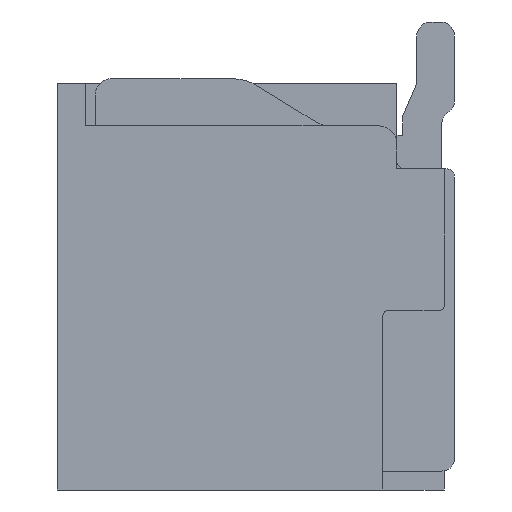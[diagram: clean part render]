
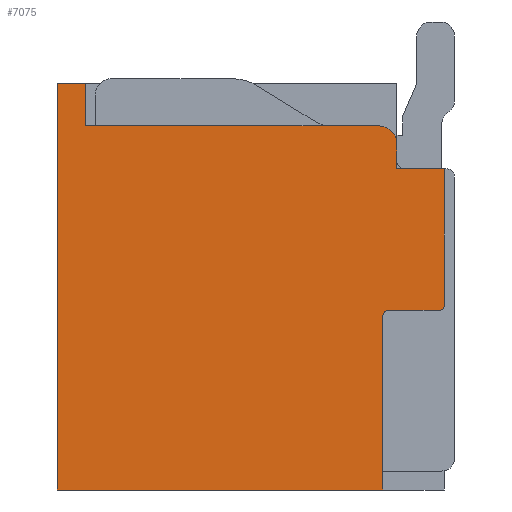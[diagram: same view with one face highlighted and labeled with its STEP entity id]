
A CAD part, left-side view. The second image highlights one B-rep face of the part: STEP entity #7075.
In plain terms, the highlighted planar face has unit normal (-1, 0, 0).
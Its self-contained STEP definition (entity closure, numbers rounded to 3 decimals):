
#6 = CARTESIAN_POINT ( 'NONE',  ( -5.375, 0.688, 1.7 ) ) ;
#264 = CARTESIAN_POINT ( 'NONE',  ( -5.375, 0.65, -2.15 ) ) ;
#398 = LINE ( 'NONE', #462, #6758 ) ;
#462 = CARTESIAN_POINT ( 'NONE',  ( -5.375, 4.09, -2.15 ) ) ;
#614 = LINE ( 'NONE', #6677, #12251 ) ;
#628 = DIRECTION ( 'NONE',  ( 0., -1., 0. ) ) ;
#774 = CARTESIAN_POINT ( 'NONE',  ( -5.375, 0.5, 1.512 ) ) ;
#1047 = CARTESIAN_POINT ( 'NONE',  ( -5.375, 0.65, -2.15 ) ) ;
#1079 = DIRECTION ( 'NONE',  ( 0., -1., 0. ) ) ;
#1268 = VECTOR ( 'NONE', #6181, 1000. ) ;
#1724 = EDGE_CURVE ( 'NONE', #12461, #12104, #12247, .T. ) ;
#2280 = CARTESIAN_POINT ( 'NONE',  ( -5.375, 3.79, 2.15 ) ) ;
#2304 = VERTEX_POINT ( 'NONE', #1047 ) ;
#2416 = ORIENTED_EDGE ( 'NONE', *, *, #4895, .T. ) ;
#2885 = ORIENTED_EDGE ( 'NONE', *, *, #1724, .F. ) ;
#2978 = LINE ( 'NONE', #10226, #9220 ) ;
#2985 = EDGE_CURVE ( 'NONE', #12533, #4659, #2978, .T. ) ;
#3012 = DIRECTION ( 'NONE',  ( 0., 0., 1. ) ) ;
#3020 = VERTEX_POINT ( 'NONE', #9158 ) ;
#3065 = DIRECTION ( 'NONE',  ( 0., 0., -1. ) ) ;
#3347 = ORIENTED_EDGE ( 'NONE', *, *, #13173, .F. ) ;
#3487 = CARTESIAN_POINT ( 'NONE',  ( -5.375, 0.65, -0.31 ) ) ;
#3506 = VECTOR ( 'NONE', #8591, 1000. ) ;
#3563 = VERTEX_POINT ( 'NONE', #6255 ) ;
#3584 = DIRECTION ( 'NONE',  ( 0., 0., 1. ) ) ;
#3666 = AXIS2_PLACEMENT_3D ( 'NONE', #7218, #10308, #6206 ) ;
#3807 = DIRECTION ( 'NONE',  ( 0., 0., 1. ) ) ;
#3869 = AXIS2_PLACEMENT_3D ( 'NONE', #4951, #8038, #3807 ) ;
#4000 = VERTEX_POINT ( 'NONE', #6623 ) ;
#4132 = FACE_OUTER_BOUND ( 'NONE', #4728, .T. ) ;
#4198 = ORIENTED_EDGE ( 'NONE', *, *, #2985, .T. ) ;
#4659 = VERTEX_POINT ( 'NONE', #4972 ) ;
#4728 = EDGE_LOOP ( 'NONE', ( #12528, #8456, #2416, #8563, #12546, #10889, #6541, #11160, #8728, #8058, #4198, #3347, #2885 ) ) ;
#4895 = EDGE_CURVE ( 'NONE', #7941, #12694, #11495, .T. ) ;
#4951 = CARTESIAN_POINT ( 'NONE',  ( -5.375, 0.688, 1.512 ) ) ;
#4972 = CARTESIAN_POINT ( 'NONE',  ( -5.375, 0.5, 1.25 ) ) ;
#5080 = AXIS2_PLACEMENT_3D ( 'NONE', #9784, #11928, #628 ) ;
#5319 = VECTOR ( 'NONE', #3065, 1000. ) ;
#5579 = EDGE_CURVE ( 'NONE', #12461, #3563, #7777, .T. ) ;
#6158 = EDGE_CURVE ( 'NONE', #10040, #13039, #12218, .T. ) ;
#6181 = DIRECTION ( 'NONE',  ( 0., 1., 0. ) ) ;
#6206 = DIRECTION ( 'NONE',  ( 0., 0., 1. ) ) ;
#6255 = CARTESIAN_POINT ( 'NONE',  ( -5.375, 3.79, 1.7 ) ) ;
#6306 = EDGE_CURVE ( 'NONE', #7941, #3563, #6348, .T. ) ;
#6348 = LINE ( 'NONE', #10583, #8585 ) ;
#6385 = LINE ( 'NONE', #264, #12268 ) ;
#6434 = AXIS2_PLACEMENT_3D ( 'NONE', #12266, #6891, #9039 ) ;
#6541 = ORIENTED_EDGE ( 'NONE', *, *, #6158, .T. ) ;
#6542 = CARTESIAN_POINT ( 'NONE',  ( -5.375, 4.09, 2.15 ) ) ;
#6623 = CARTESIAN_POINT ( 'NONE',  ( -5.375, 4.09, -2.15 ) ) ;
#6677 = CARTESIAN_POINT ( 'NONE',  ( -5.375, 0.65, -2.15 ) ) ;
#6702 = EDGE_CURVE ( 'NONE', #13039, #10371, #10295, .T. ) ;
#6758 = VECTOR ( 'NONE', #7867, 1000. ) ;
#6891 = DIRECTION ( 'NONE',  ( 1., 0., 0. ) ) ;
#7075 = ADVANCED_FACE ( 'NONE', ( #4132 ), #8229, .T. ) ;
#7099 = EDGE_CURVE ( 'NONE', #2304, #10040, #614, .T. ) ;
#7218 = CARTESIAN_POINT ( 'NONE',  ( -5.375, 0., -2.15 ) ) ;
#7287 = DIRECTION ( 'NONE',  ( 0., 0., -1. ) ) ;
#7777 = LINE ( 'NONE', #12815, #3506 ) ;
#7867 = DIRECTION ( 'NONE',  ( 0., 0., 1. ) ) ;
#7941 = VERTEX_POINT ( 'NONE', #9881 ) ;
#8038 = DIRECTION ( 'NONE',  ( 1., 0., 0. ) ) ;
#8058 = ORIENTED_EDGE ( 'NONE', *, *, #11674, .T. ) ;
#8191 = EDGE_CURVE ( 'NONE', #4000, #12694, #398, .T. ) ;
#8229 = PLANE ( 'NONE',  #3666 ) ;
#8282 = CARTESIAN_POINT ( 'NONE',  ( -5.375, 0., 1.25 ) ) ;
#8456 = ORIENTED_EDGE ( 'NONE', *, *, #6306, .F. ) ;
#8473 = DIRECTION ( 'NONE',  ( 0., 1., 0. ) ) ;
#8563 = ORIENTED_EDGE ( 'NONE', *, *, #8191, .F. ) ;
#8585 = VECTOR ( 'NONE', #7287, 1000. ) ;
#8591 = DIRECTION ( 'NONE',  ( 0., 1., 0. ) ) ;
#8717 = CARTESIAN_POINT ( 'NONE',  ( -5.375, 0.59, -0.25 ) ) ;
#8728 = ORIENTED_EDGE ( 'NONE', *, *, #12332, .F. ) ;
#9039 = DIRECTION ( 'NONE',  ( 0., 1., 0. ) ) ;
#9158 = CARTESIAN_POINT ( 'NONE',  ( -5.375, 0., -0.198 ) ) ;
#9220 = VECTOR ( 'NONE', #10300, 1000. ) ;
#9391 = CIRCLE ( 'NONE', #5080, 0.052 ) ;
#9661 = VECTOR ( 'NONE', #1079, 1000. ) ;
#9784 = CARTESIAN_POINT ( 'NONE',  ( -5.375, 0.052, -0.198 ) ) ;
#9881 = CARTESIAN_POINT ( 'NONE',  ( -5.375, 3.79, 2.15 ) ) ;
#10040 = VERTEX_POINT ( 'NONE', #3487 ) ;
#10226 = CARTESIAN_POINT ( 'NONE',  ( -5.375, 0., 1.25 ) ) ;
#10295 = LINE ( 'NONE', #13341, #9661 ) ;
#10300 = DIRECTION ( 'NONE',  ( 0., 1., 0. ) ) ;
#10308 = DIRECTION ( 'NONE',  ( -1., 0., 0. ) ) ;
#10333 = VECTOR ( 'NONE', #3012, 1000. ) ;
#10371 = VERTEX_POINT ( 'NONE', #11009 ) ;
#10583 = CARTESIAN_POINT ( 'NONE',  ( -5.375, 3.79, 2.15 ) ) ;
#10889 = ORIENTED_EDGE ( 'NONE', *, *, #7099, .T. ) ;
#11009 = CARTESIAN_POINT ( 'NONE',  ( -5.375, 0.052, -0.25 ) ) ;
#11151 = LINE ( 'NONE', #12223, #10333 ) ;
#11160 = ORIENTED_EDGE ( 'NONE', *, *, #6702, .T. ) ;
#11207 = LINE ( 'NONE', #13228, #5319 ) ;
#11495 = LINE ( 'NONE', #2280, #1268 ) ;
#11516 = EDGE_CURVE ( 'NONE', #2304, #4000, #6385, .T. ) ;
#11674 = EDGE_CURVE ( 'NONE', #3020, #12533, #11151, .T. ) ;
#11928 = DIRECTION ( 'NONE',  ( 1., 0., 0. ) ) ;
#12104 = VERTEX_POINT ( 'NONE', #774 ) ;
#12218 = CIRCLE ( 'NONE', #6434, 0.06 ) ;
#12223 = CARTESIAN_POINT ( 'NONE',  ( -5.375, 0., -0.198 ) ) ;
#12247 = CIRCLE ( 'NONE', #3869, 0.188 ) ;
#12251 = VECTOR ( 'NONE', #3584, 1000. ) ;
#12266 = CARTESIAN_POINT ( 'NONE',  ( -5.375, 0.59, -0.31 ) ) ;
#12268 = VECTOR ( 'NONE', #8473, 1000. ) ;
#12332 = EDGE_CURVE ( 'NONE', #3020, #10371, #9391, .T. ) ;
#12461 = VERTEX_POINT ( 'NONE', #6 ) ;
#12528 = ORIENTED_EDGE ( 'NONE', *, *, #5579, .T. ) ;
#12533 = VERTEX_POINT ( 'NONE', #8282 ) ;
#12546 = ORIENTED_EDGE ( 'NONE', *, *, #11516, .F. ) ;
#12694 = VERTEX_POINT ( 'NONE', #6542 ) ;
#12815 = CARTESIAN_POINT ( 'NONE',  ( -5.375, 0.688, 1.7 ) ) ;
#13039 = VERTEX_POINT ( 'NONE', #8717 ) ;
#13173 = EDGE_CURVE ( 'NONE', #12104, #4659, #11207, .T. ) ;
#13228 = CARTESIAN_POINT ( 'NONE',  ( -5.375, 0.5, 1.512 ) ) ;
#13341 = CARTESIAN_POINT ( 'NONE',  ( -5.375, 0.59, -0.25 ) ) ;
